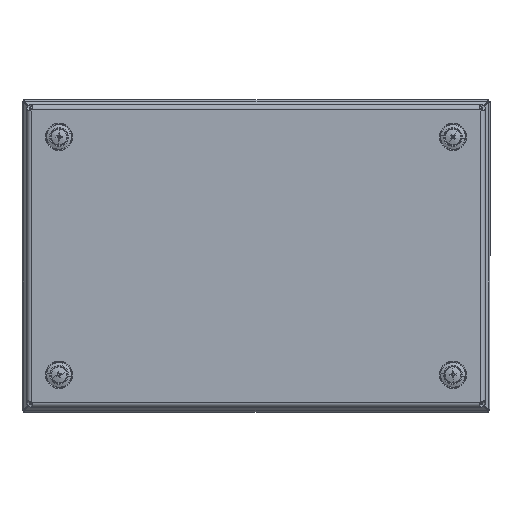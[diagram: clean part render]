
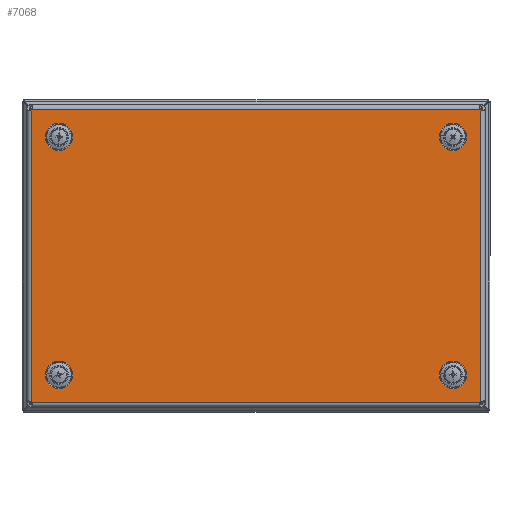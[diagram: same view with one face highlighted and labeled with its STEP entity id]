
A CAD part, top view. The second image highlights one B-rep face of the part: STEP entity #7068.
In plain terms, the highlighted face is planar.
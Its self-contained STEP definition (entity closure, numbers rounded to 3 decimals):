
#24 = VERTEX_POINT ( 'NONE', #12226 ) ;
#238 = VERTEX_POINT ( 'NONE', #12591 ) ;
#2011 = DIRECTION ( 'NONE',  ( 0., 1., 0. ) ) ;
#2012 = DIRECTION ( 'NONE',  ( 0., 0., -1. ) ) ;
#2013 = CARTESIAN_POINT ( 'NONE',  ( 126.25, 76.25, 0. ) ) ;
#2014 = AXIS2_PLACEMENT_3D ( 'NONE', #2013, #2012, #2011 ) ;
#2015 = CIRCLE ( 'NONE', #2014, 8.817 ) ;
#2334 = DIRECTION ( 'NONE',  ( 0., 1., 0. ) ) ;
#2335 = DIRECTION ( 'NONE',  ( 0., 0., -1. ) ) ;
#2336 = CARTESIAN_POINT ( 'NONE',  ( 126.25, -76.25, 0. ) ) ;
#2337 = AXIS2_PLACEMENT_3D ( 'NONE', #2336, #2335, #2334 ) ;
#2338 = CIRCLE ( 'NONE', #2337, 8.817 ) ;
#2339 = CARTESIAN_POINT ( 'NONE',  ( 126.25, -85.067, 0. ) ) ;
#2481 = CARTESIAN_POINT ( 'NONE',  ( 126.25, -67.433, 0. ) ) ;
#2745 = CARTESIAN_POINT ( 'NONE',  ( -126.25, -67.433, 0. ) ) ;
#2778 = DIRECTION ( 'NONE',  ( 0., 1., 0. ) ) ;
#2779 = DIRECTION ( 'NONE',  ( 0., 0., 1. ) ) ;
#2780 = CARTESIAN_POINT ( 'NONE',  ( -126.25, -76.25, 0. ) ) ;
#2781 = AXIS2_PLACEMENT_3D ( 'NONE', #2780, #2779, #2778 ) ;
#2785 = CIRCLE ( 'NONE', #2781, 8.817 ) ;
#3591 = VERTEX_POINT ( 'NONE', #13012 ) ;
#3668 = VERTEX_POINT ( 'NONE', #13006 ) ;
#6988 = EDGE_LOOP ( 'NONE', ( #6989, #7051 ) ) ;
#6989 = ORIENTED_EDGE ( 'NONE', *, *, #7050, .F. ) ;
#7034 = VERTEX_POINT ( 'NONE', #16825 ) ;
#7035 = VERTEX_POINT ( 'NONE', #16823 ) ;
#7036 = ORIENTED_EDGE ( 'NONE', *, *, #7037, .T. ) ;
#7037 = EDGE_CURVE ( 'NONE', #7035, #7038, #16881, .T. ) ;
#7038 = VERTEX_POINT ( 'NONE', #16877 ) ;
#7039 = ORIENTED_EDGE ( 'NONE', *, *, #7040, .F. ) ;
#7040 = EDGE_CURVE ( 'NONE', #7041, #7038, #16876, .T. ) ;
#7041 = VERTEX_POINT ( 'NONE', #16871 ) ;
#7042 = ORIENTED_EDGE ( 'NONE', *, *, #7043, .T. ) ;
#7043 = EDGE_CURVE ( 'NONE', #7041, #7044, #16870, .T. ) ;
#7044 = VERTEX_POINT ( 'NONE', #16866 ) ;
#7045 = ORIENTED_EDGE ( 'NONE', *, *, #7046, .T. ) ;
#7046 = EDGE_CURVE ( 'NONE', #7044, #7047, #16865, .T. ) ;
#7047 = VERTEX_POINT ( 'NONE', #16860 ) ;
#7048 = ORIENTED_EDGE ( 'NONE', *, *, #7103, .T. ) ;
#7049 = VERTEX_POINT ( 'NONE', #16859 ) ;
#7050 = EDGE_CURVE ( 'NONE', #28208, #28138, #16858, .T. ) ;
#7051 = ORIENTED_EDGE ( 'NONE', *, *, #28139, .F. ) ;
#7052 = EDGE_LOOP ( 'NONE', ( #7053, #7054 ) ) ;
#7053 = ORIENTED_EDGE ( 'NONE', *, *, #11433, .T. ) ;
#7054 = ORIENTED_EDGE ( 'NONE', *, *, #7055, .T. ) ;
#7055 = EDGE_CURVE ( 'NONE', #11882, #238, #16853, .T. ) ;
#7056 = EDGE_LOOP ( 'NONE', ( #7057, #7059 ) ) ;
#7057 = ORIENTED_EDGE ( 'NONE', *, *, #7058, .F. ) ;
#7058 = EDGE_CURVE ( 'NONE', #3668, #3591, #16914, .T. ) ;
#7059 = ORIENTED_EDGE ( 'NONE', *, *, #27933, .F. ) ;
#7060 = EDGE_LOOP ( 'NONE', ( #7061, #7036, #7039, #7042, #7045, #7048, #7104, #7107 ) ) ;
#7061 = ORIENTED_EDGE ( 'NONE', *, *, #7062, .T. ) ;
#7062 = EDGE_CURVE ( 'NONE', #7034, #7035, #16909, .T. ) ;
#7068 = ADVANCED_FACE ( 'NONE', ( #16904, #16902, #16901, #16900, #16899 ), #16897, .F. ) ;
#7069 = EDGE_LOOP ( 'NONE', ( #7070, #7071 ) ) ;
#7070 = ORIENTED_EDGE ( 'NONE', *, *, #28405, .T. ) ;
#7071 = ORIENTED_EDGE ( 'NONE', *, *, #7072, .T. ) ;
#7072 = EDGE_CURVE ( 'NONE', #24, #28391, #16892, .T. ) ;
#7103 = EDGE_CURVE ( 'NONE', #7047, #7049, #16991, .T. ) ;
#7104 = ORIENTED_EDGE ( 'NONE', *, *, #7105, .F. ) ;
#7105 = EDGE_CURVE ( 'NONE', #7106, #7049, #16987, .T. ) ;
#7106 = VERTEX_POINT ( 'NONE', #16982 ) ;
#7107 = ORIENTED_EDGE ( 'NONE', *, *, #7108, .T. ) ;
#7108 = EDGE_CURVE ( 'NONE', #7106, #7034, #16981, .T. ) ;
#11433 = EDGE_CURVE ( 'NONE', #238, #11882, #26683, .T. ) ;
#11882 = VERTEX_POINT ( 'NONE', #27553 ) ;
#12226 = CARTESIAN_POINT ( 'NONE',  ( -126.25, -85.067, 0. ) ) ;
#12591 = CARTESIAN_POINT ( 'NONE',  ( -126.25, 85.067, 0. ) ) ;
#13006 = CARTESIAN_POINT ( 'NONE',  ( 126.25, 85.067, 0. ) ) ;
#13012 = CARTESIAN_POINT ( 'NONE',  ( 126.25, 67.433, 0. ) ) ;
#16823 = CARTESIAN_POINT ( 'NONE',  ( -143.5, 94., 0. ) ) ;
#16825 = CARTESIAN_POINT ( 'NONE',  ( -144., 93.5, 0. ) ) ;
#16850 = DIRECTION ( 'NONE',  ( 0., 0., 1. ) ) ;
#16851 = CARTESIAN_POINT ( 'NONE',  ( -126.25, 76.25, 0. ) ) ;
#16852 = AXIS2_PLACEMENT_3D ( 'NONE', #16851, #16850, #16915 ) ;
#16853 = CIRCLE ( 'NONE', #16852, 8.817 ) ;
#16854 = DIRECTION ( 'NONE',  ( 0., 1., 0. ) ) ;
#16855 = DIRECTION ( 'NONE',  ( 0., 0., -1. ) ) ;
#16856 = CARTESIAN_POINT ( 'NONE',  ( 126.25, -76.25, 0. ) ) ;
#16857 = AXIS2_PLACEMENT_3D ( 'NONE', #16856, #16855, #16854 ) ;
#16858 = CIRCLE ( 'NONE', #16857, 8.817 ) ;
#16859 = CARTESIAN_POINT ( 'NONE',  ( -143.5, -94., 0. ) ) ;
#16860 = CARTESIAN_POINT ( 'NONE',  ( 143.5, -94., 0. ) ) ;
#16861 = DIRECTION ( 'NONE',  ( -1., 0., 0. ) ) ;
#16862 = DIRECTION ( 'NONE',  ( 0., 0., 1. ) ) ;
#16863 = CARTESIAN_POINT ( 'NONE',  ( 145.5, -95.5, 0. ) ) ;
#16864 = AXIS2_PLACEMENT_3D ( 'NONE', #16863, #16862, #16861 ) ;
#16865 = CIRCLE ( 'NONE', #16864, 2.5 ) ;
#16866 = CARTESIAN_POINT ( 'NONE',  ( 144., -93.5, 0. ) ) ;
#16867 = DIRECTION ( 'NONE',  ( 0., -1., 0. ) ) ;
#16868 = VECTOR ( 'NONE', #16867, 1000. ) ;
#16869 = CARTESIAN_POINT ( 'NONE',  ( 144., -110., 0. ) ) ;
#16870 = LINE ( 'NONE', #16869, #16868 ) ;
#16871 = CARTESIAN_POINT ( 'NONE',  ( 144., 93.5, 0. ) ) ;
#16872 = DIRECTION ( 'NONE',  ( -1., 0., 0. ) ) ;
#16873 = DIRECTION ( 'NONE',  ( 0., 0., -1. ) ) ;
#16874 = CARTESIAN_POINT ( 'NONE',  ( 145.5, 95.5, 0. ) ) ;
#16875 = AXIS2_PLACEMENT_3D ( 'NONE', #16874, #16873, #16872 ) ;
#16876 = CIRCLE ( 'NONE', #16875, 2.5 ) ;
#16877 = CARTESIAN_POINT ( 'NONE',  ( 143.5, 94., 0. ) ) ;
#16878 = DIRECTION ( 'NONE',  ( 1., 0., 0. ) ) ;
#16879 = VECTOR ( 'NONE', #16878, 1000. ) ;
#16880 = CARTESIAN_POINT ( 'NONE',  ( -160., 94., 0. ) ) ;
#16881 = LINE ( 'NONE', #16880, #16879 ) ;
#16888 = DIRECTION ( 'NONE',  ( 0., 1., 0. ) ) ;
#16889 = DIRECTION ( 'NONE',  ( 0., 0., 1. ) ) ;
#16890 = CARTESIAN_POINT ( 'NONE',  ( -126.25, -76.25, 0. ) ) ;
#16891 = AXIS2_PLACEMENT_3D ( 'NONE', #16890, #16889, #16888 ) ;
#16892 = CIRCLE ( 'NONE', #16891, 8.817 ) ;
#16893 = DIRECTION ( 'NONE',  ( 1., 0., 0. ) ) ;
#16894 = DIRECTION ( 'NONE',  ( 0., 0., 1. ) ) ;
#16895 = CARTESIAN_POINT ( 'NONE',  ( -160., -110., 0. ) ) ;
#16896 = AXIS2_PLACEMENT_3D ( 'NONE', #16895, #16894, #16893 ) ;
#16897 = PLANE ( 'NONE',  #16896 ) ;
#16899 = FACE_OUTER_BOUND ( 'NONE', #7060, .T. ) ;
#16900 = FACE_BOUND ( 'NONE', #7056, .T. ) ;
#16901 = FACE_BOUND ( 'NONE', #7052, .T. ) ;
#16902 = FACE_BOUND ( 'NONE', #6988, .T. ) ;
#16904 = FACE_BOUND ( 'NONE', #7069, .T. ) ;
#16905 = DIRECTION ( 'NONE',  ( 1., 0., 0. ) ) ;
#16906 = DIRECTION ( 'NONE',  ( 0., 0., 1. ) ) ;
#16907 = CARTESIAN_POINT ( 'NONE',  ( -145.5, 95.5, 0. ) ) ;
#16908 = AXIS2_PLACEMENT_3D ( 'NONE', #16907, #16906, #16905 ) ;
#16909 = CIRCLE ( 'NONE', #16908, 2.5 ) ;
#16910 = DIRECTION ( 'NONE',  ( 0., 1., 0. ) ) ;
#16911 = DIRECTION ( 'NONE',  ( 0., 0., -1. ) ) ;
#16912 = CARTESIAN_POINT ( 'NONE',  ( 126.25, 76.25, 0. ) ) ;
#16913 = AXIS2_PLACEMENT_3D ( 'NONE', #16912, #16911, #16910 ) ;
#16914 = CIRCLE ( 'NONE', #16913, 8.817 ) ;
#16915 = DIRECTION ( 'NONE',  ( 0., 1., 0. ) ) ;
#16978 = DIRECTION ( 'NONE',  ( 0., 1., 0. ) ) ;
#16979 = VECTOR ( 'NONE', #16978, 1000. ) ;
#16980 = CARTESIAN_POINT ( 'NONE',  ( -144., -110., 0. ) ) ;
#16981 = LINE ( 'NONE', #16980, #16979 ) ;
#16982 = CARTESIAN_POINT ( 'NONE',  ( -144., -93.5, 0. ) ) ;
#16983 = DIRECTION ( 'NONE',  ( 1., 0., 0. ) ) ;
#16984 = DIRECTION ( 'NONE',  ( 0., 0., -1. ) ) ;
#16985 = CARTESIAN_POINT ( 'NONE',  ( -145.5, -95.5, 0. ) ) ;
#16986 = AXIS2_PLACEMENT_3D ( 'NONE', #16985, #16984, #16983 ) ;
#16987 = CIRCLE ( 'NONE', #16986, 2.5 ) ;
#16988 = DIRECTION ( 'NONE',  ( -1., 0., 0. ) ) ;
#16989 = VECTOR ( 'NONE', #16988, 1000. ) ;
#16990 = CARTESIAN_POINT ( 'NONE',  ( -160., -94., 0. ) ) ;
#16991 = LINE ( 'NONE', #16990, #16989 ) ;
#26680 = DIRECTION ( 'NONE',  ( 0., 1., 0. ) ) ;
#26681 = DIRECTION ( 'NONE',  ( 0., 0., 1. ) ) ;
#26682 = AXIS2_PLACEMENT_3D ( 'NONE', #26688, #26681, #26680 ) ;
#26683 = CIRCLE ( 'NONE', #26682, 8.817 ) ;
#26688 = CARTESIAN_POINT ( 'NONE',  ( -126.25, 76.25, 0. ) ) ;
#27553 = CARTESIAN_POINT ( 'NONE',  ( -126.25, 67.433, 0. ) ) ;
#27933 = EDGE_CURVE ( 'NONE', #3591, #3668, #2015, .T. ) ;
#28138 = VERTEX_POINT ( 'NONE', #2339 ) ;
#28139 = EDGE_CURVE ( 'NONE', #28138, #28208, #2338, .T. ) ;
#28208 = VERTEX_POINT ( 'NONE', #2481 ) ;
#28391 = VERTEX_POINT ( 'NONE', #2745 ) ;
#28405 = EDGE_CURVE ( 'NONE', #28391, #24, #2785, .T. ) ;
